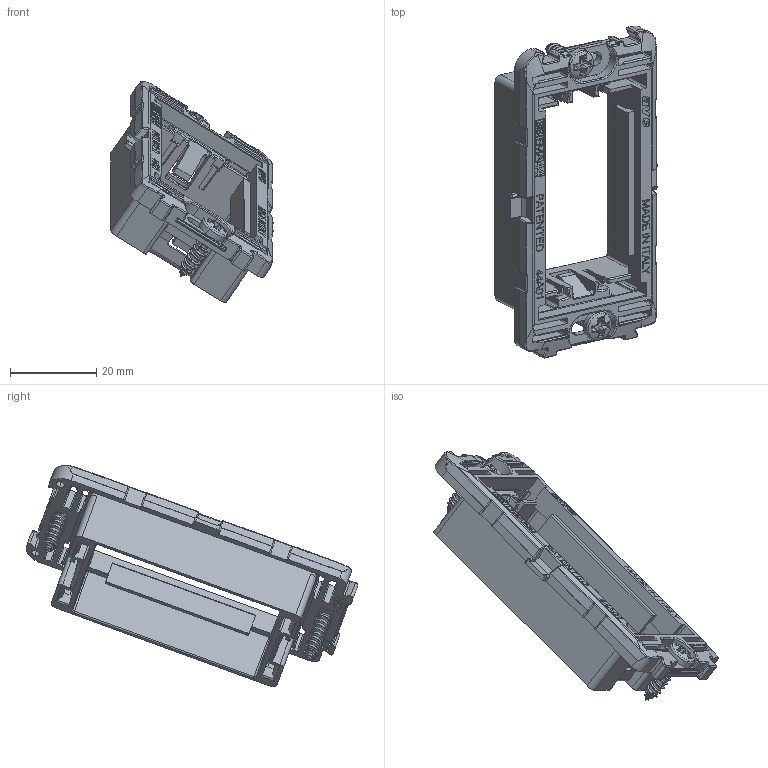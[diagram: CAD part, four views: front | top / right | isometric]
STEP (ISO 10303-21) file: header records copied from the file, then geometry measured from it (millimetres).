
FILE_DESCRIPTION(('CATIA V5 STEP Exchange'),'2;1');
FILE_NAME('44A01.stp','2024-03-13T14:07:02+00:00',('none'),('none'),'CATIA Version 5-6 Release 2016 SP6','CATIA V5 STEP AP203','none');
FILE_SCHEMA(('CONFIG_CONTROL_DESIGN'));
Products named in the file (1): 44A01
Assembly tree (4 placements, depth 2):
  44A01
    #57
    #101
    #76979  x2
Bounding box: 37.59 x 76.94 x 51.29 mm (x, y, z)
Volume: 8340.2 mm3; surface area: 12699.6 mm2
Topology: 5 solids, 5 shells, 2397 faces, 6745 edges, 4364 vertices
Faces by surface type: plane 1766, cylinder 325, bspline 156, torus 68, sphere 52, cone 26, revolution 4
Entity records: 80218 total; most frequent: CARTESIAN_POINT 23792, ORIENTED_EDGE 13074, DIRECTION 9299, EDGE_CURVE 6537, VECTOR 5182, LINE 5182, VERTEX_POINT 4263, EDGE_LOOP 2416
